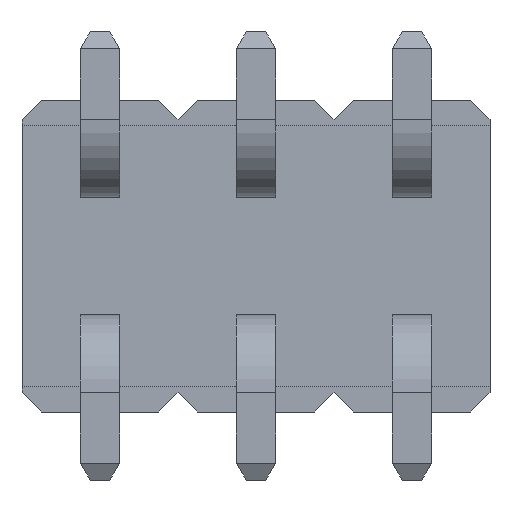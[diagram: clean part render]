
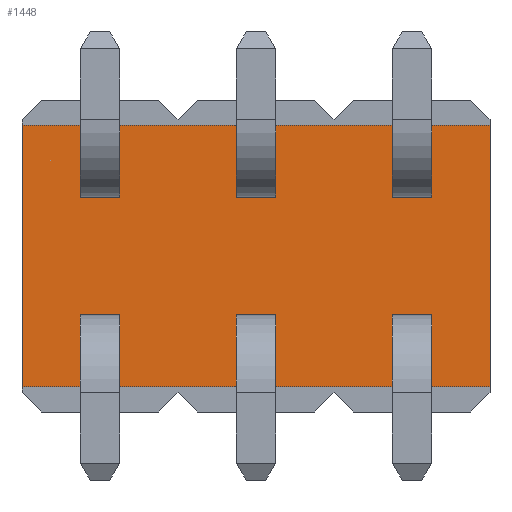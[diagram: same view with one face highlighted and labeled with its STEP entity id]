
A CAD part, front view. The second image highlights one B-rep face of the part: STEP entity #1448.
In plain terms, the highlighted planar face has unit normal (0, -1, 0).
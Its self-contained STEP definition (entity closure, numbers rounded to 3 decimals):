
#265=DIRECTION('',(0.,0.,1.));
#266=VECTOR('',#265,0.5);
#267=CARTESIAN_POINT('',(-0.25,-1.25,-1.25));
#268=LINE('',#267,#266);
#272=DIRECTION('',(-1.,0.,0.));
#273=VECTOR('',#272,0.5);
#274=CARTESIAN_POINT('',(0.25,-1.25,-1.25));
#275=LINE('',#274,#273);
#279=DIRECTION('',(0.,0.,-1.));
#280=VECTOR('',#279,0.5);
#281=CARTESIAN_POINT('',(0.25,-1.25,-0.75));
#282=LINE('',#281,#280);
#286=DIRECTION('',(1.,0.,0.));
#287=VECTOR('',#286,0.5);
#288=CARTESIAN_POINT('',(-0.25,-1.25,-0.75));
#289=LINE('',#288,#287);
#293=DIRECTION('',(1.,0.,0.));
#294=VECTOR('',#293,0.5);
#295=CARTESIAN_POINT('',(-0.25,-1.25,1.25));
#296=LINE('',#295,#294);
#300=DIRECTION('',(0.,0.,1.));
#301=VECTOR('',#300,0.5);
#302=CARTESIAN_POINT('',(-0.25,-1.25,0.75));
#303=LINE('',#302,#301);
#307=DIRECTION('',(-1.,0.,0.));
#308=VECTOR('',#307,0.5);
#309=CARTESIAN_POINT('',(0.25,-1.25,0.75));
#310=LINE('',#309,#308);
#314=DIRECTION('',(0.,0.,-1.));
#315=VECTOR('',#314,0.5);
#316=CARTESIAN_POINT('',(0.25,-1.25,1.25));
#317=LINE('',#316,#315);
#321=DIRECTION('',(0.,0.,1.));
#322=VECTOR('',#321,0.5);
#323=CARTESIAN_POINT('',(1.75,-1.25,-1.25));
#324=LINE('',#323,#322);
#328=DIRECTION('',(-1.,0.,0.));
#329=VECTOR('',#328,0.5);
#330=CARTESIAN_POINT('',(2.25,-1.25,-1.25));
#331=LINE('',#330,#329);
#335=DIRECTION('',(0.,0.,-1.));
#336=VECTOR('',#335,0.5);
#337=CARTESIAN_POINT('',(2.25,-1.25,-0.75));
#338=LINE('',#337,#336);
#342=DIRECTION('',(1.,0.,0.));
#343=VECTOR('',#342,0.5);
#344=CARTESIAN_POINT('',(1.75,-1.25,-0.75));
#345=LINE('',#344,#343);
#349=DIRECTION('',(1.,0.,0.));
#350=VECTOR('',#349,0.5);
#351=CARTESIAN_POINT('',(1.75,-1.25,1.25));
#352=LINE('',#351,#350);
#356=DIRECTION('',(0.,0.,1.));
#357=VECTOR('',#356,0.5);
#358=CARTESIAN_POINT('',(1.75,-1.25,0.75));
#359=LINE('',#358,#357);
#363=DIRECTION('',(-1.,0.,0.));
#364=VECTOR('',#363,0.5);
#365=CARTESIAN_POINT('',(2.25,-1.25,0.75));
#366=LINE('',#365,#364);
#370=DIRECTION('',(0.,0.,-1.));
#371=VECTOR('',#370,0.5);
#372=CARTESIAN_POINT('',(2.25,-1.25,1.25));
#373=LINE('',#372,#371);
#377=DIRECTION('',(1.,0.,0.));
#378=VECTOR('',#377,6.);
#379=CARTESIAN_POINT('',(-1.,-1.25,1.675));
#380=LINE('',#379,#378);
#384=DIRECTION('',(-1.,0.,0.));
#385=VECTOR('',#384,6.);
#386=CARTESIAN_POINT('',(5.,-1.25,-1.675));
#387=LINE('',#386,#385);
#391=DIRECTION('',(0.,0.,1.));
#392=VECTOR('',#391,0.5);
#393=CARTESIAN_POINT('',(3.75,-1.25,-1.25));
#394=LINE('',#393,#392);
#398=DIRECTION('',(-1.,0.,0.));
#399=VECTOR('',#398,0.5);
#400=CARTESIAN_POINT('',(4.25,-1.25,-1.25));
#401=LINE('',#400,#399);
#405=DIRECTION('',(0.,0.,-1.));
#406=VECTOR('',#405,0.5);
#407=CARTESIAN_POINT('',(4.25,-1.25,-0.75));
#408=LINE('',#407,#406);
#412=DIRECTION('',(1.,0.,0.));
#413=VECTOR('',#412,0.5);
#414=CARTESIAN_POINT('',(3.75,-1.25,-0.75));
#415=LINE('',#414,#413);
#419=DIRECTION('',(1.,0.,0.));
#420=VECTOR('',#419,0.5);
#421=CARTESIAN_POINT('',(3.75,-1.25,1.25));
#422=LINE('',#421,#420);
#426=DIRECTION('',(0.,0.,1.));
#427=VECTOR('',#426,0.5);
#428=CARTESIAN_POINT('',(3.75,-1.25,0.75));
#429=LINE('',#428,#427);
#433=DIRECTION('',(-1.,0.,0.));
#434=VECTOR('',#433,0.5);
#435=CARTESIAN_POINT('',(4.25,-1.25,0.75));
#436=LINE('',#435,#434);
#440=DIRECTION('',(0.,0.,-1.));
#441=VECTOR('',#440,0.5);
#442=CARTESIAN_POINT('',(4.25,-1.25,1.25));
#443=LINE('',#442,#441);
#615=DIRECTION('',(0.,0.,1.));
#616=VECTOR('',#615,3.35);
#617=CARTESIAN_POINT('',(-1.,-1.25,-1.675));
#618=LINE('',#617,#616);
#650=DIRECTION('',(0.,0.,1.));
#651=VECTOR('',#650,3.35);
#652=CARTESIAN_POINT('',(5.,-1.25,-1.675));
#653=LINE('',#652,#651);
#1046=CARTESIAN_POINT('',(-1.,-1.25,1.675));
#1048=VERTEX_POINT('',#1046);
#1050=CARTESIAN_POINT('',(-1.,-1.25,-1.675));
#1052=VERTEX_POINT('',#1050);
#1061=CARTESIAN_POINT('',(-0.25,-1.25,-1.25));
#1062=CARTESIAN_POINT('',(-0.25,-1.25,-0.75));
#1063=VERTEX_POINT('',#1061);
#1064=VERTEX_POINT('',#1062);
#1065=CARTESIAN_POINT('',(0.25,-1.25,-0.75));
#1066=VERTEX_POINT('',#1065);
#1067=CARTESIAN_POINT('',(0.25,-1.25,-1.25));
#1068=VERTEX_POINT('',#1067);
#1077=CARTESIAN_POINT('',(-0.25,-1.25,1.25));
#1078=CARTESIAN_POINT('',(0.25,-1.25,1.25));
#1079=VERTEX_POINT('',#1077);
#1080=VERTEX_POINT('',#1078);
#1081=CARTESIAN_POINT('',(0.25,-1.25,0.75));
#1082=VERTEX_POINT('',#1081);
#1083=CARTESIAN_POINT('',(-0.25,-1.25,0.75));
#1084=VERTEX_POINT('',#1083);
#1086=CARTESIAN_POINT('',(1.75,-1.25,-1.25));
#1088=VERTEX_POINT('',#1086);
#1090=CARTESIAN_POINT('',(1.75,-1.25,-0.75));
#1092=VERTEX_POINT('',#1090);
#1094=CARTESIAN_POINT('',(2.25,-1.25,-0.75));
#1096=VERTEX_POINT('',#1094);
#1098=CARTESIAN_POINT('',(2.25,-1.25,-1.25));
#1100=VERTEX_POINT('',#1098);
#1102=CARTESIAN_POINT('',(1.75,-1.25,1.25));
#1104=VERTEX_POINT('',#1102);
#1106=CARTESIAN_POINT('',(2.25,-1.25,1.25));
#1108=VERTEX_POINT('',#1106);
#1110=CARTESIAN_POINT('',(2.25,-1.25,0.75));
#1112=VERTEX_POINT('',#1110);
#1114=CARTESIAN_POINT('',(1.75,-1.25,0.75));
#1116=VERTEX_POINT('',#1114);
#1118=CARTESIAN_POINT('',(3.75,-1.25,-1.25));
#1120=VERTEX_POINT('',#1118);
#1122=CARTESIAN_POINT('',(3.75,-1.25,-0.75));
#1124=VERTEX_POINT('',#1122);
#1126=CARTESIAN_POINT('',(4.25,-1.25,-0.75));
#1128=VERTEX_POINT('',#1126);
#1130=CARTESIAN_POINT('',(4.25,-1.25,-1.25));
#1132=VERTEX_POINT('',#1130);
#1134=CARTESIAN_POINT('',(3.75,-1.25,1.25));
#1136=VERTEX_POINT('',#1134);
#1138=CARTESIAN_POINT('',(4.25,-1.25,1.25));
#1140=VERTEX_POINT('',#1138);
#1142=CARTESIAN_POINT('',(4.25,-1.25,0.75));
#1144=VERTEX_POINT('',#1142);
#1146=CARTESIAN_POINT('',(3.75,-1.25,0.75));
#1148=VERTEX_POINT('',#1146);
#1209=CARTESIAN_POINT('',(5.,-1.25,-1.675));
#1210=VERTEX_POINT('',#1209);
#1211=CARTESIAN_POINT('',(5.,-1.25,1.675));
#1212=VERTEX_POINT('',#1211);
#1377=CARTESIAN_POINT('',(1.2,-1.25,-1.675));
#1378=DIRECTION('',(0.,1.,0.));
#1379=DIRECTION('',(0.,0.,1.));
#1380=AXIS2_PLACEMENT_3D('',#1377,#1378,#1379);
#1381=PLANE('',#1380);
#1383=ORIENTED_EDGE('',*,*,#1382,.T.);
#1385=ORIENTED_EDGE('',*,*,#1384,.F.);
#1387=ORIENTED_EDGE('',*,*,#1386,.T.);
#1389=ORIENTED_EDGE('',*,*,#1388,.T.);
#1390=EDGE_LOOP('',(#1383,#1385,#1387,#1389));
#1391=FACE_OUTER_BOUND('',#1390,.F.);
#1393=ORIENTED_EDGE('',*,*,#1392,.F.);
#1395=ORIENTED_EDGE('',*,*,#1394,.F.);
#1397=ORIENTED_EDGE('',*,*,#1396,.F.);
#1399=ORIENTED_EDGE('',*,*,#1398,.F.);
#1400=EDGE_LOOP('',(#1393,#1395,#1397,#1399));
#1401=FACE_BOUND('',#1400,.F.);
#1403=ORIENTED_EDGE('',*,*,#1402,.F.);
#1405=ORIENTED_EDGE('',*,*,#1404,.F.);
#1407=ORIENTED_EDGE('',*,*,#1406,.F.);
#1409=ORIENTED_EDGE('',*,*,#1408,.F.);
#1410=EDGE_LOOP('',(#1403,#1405,#1407,#1409));
#1411=FACE_BOUND('',#1410,.F.);
#1413=ORIENTED_EDGE('',*,*,#1412,.F.);
#1415=ORIENTED_EDGE('',*,*,#1414,.F.);
#1417=ORIENTED_EDGE('',*,*,#1416,.F.);
#1419=ORIENTED_EDGE('',*,*,#1418,.F.);
#1420=EDGE_LOOP('',(#1413,#1415,#1417,#1419));
#1421=FACE_BOUND('',#1420,.F.);
#1422=ORIENTED_EDGE('',*,*,#1329,.F.);
#1423=ORIENTED_EDGE('',*,*,#1344,.F.);
#1424=ORIENTED_EDGE('',*,*,#1358,.F.);
#1425=ORIENTED_EDGE('',*,*,#1371,.F.);
#1426=EDGE_LOOP('',(#1422,#1423,#1424,#1425));
#1427=FACE_BOUND('',#1426,.F.);
#1429=ORIENTED_EDGE('',*,*,#1428,.F.);
#1431=ORIENTED_EDGE('',*,*,#1430,.F.);
#1433=ORIENTED_EDGE('',*,*,#1432,.F.);
#1435=ORIENTED_EDGE('',*,*,#1434,.F.);
#1436=EDGE_LOOP('',(#1429,#1431,#1433,#1435));
#1437=FACE_BOUND('',#1436,.F.);
#1439=ORIENTED_EDGE('',*,*,#1438,.F.);
#1441=ORIENTED_EDGE('',*,*,#1440,.F.);
#1443=ORIENTED_EDGE('',*,*,#1442,.F.);
#1445=ORIENTED_EDGE('',*,*,#1444,.F.);
#1446=EDGE_LOOP('',(#1439,#1441,#1443,#1445));
#1447=FACE_BOUND('',#1446,.F.);
#1448=ADVANCED_FACE('',(#1391,#1401,#1411,#1421,#1427,#1437,#1447),#1381,.F.);
#1329=EDGE_CURVE('',#1063,#1064,#268,.T.);
#1344=EDGE_CURVE('',#1068,#1063,#275,.T.);
#1358=EDGE_CURVE('',#1066,#1068,#282,.T.);
#1371=EDGE_CURVE('',#1064,#1066,#289,.T.);
#1382=EDGE_CURVE('',#1048,#1212,#380,.T.);
#1384=EDGE_CURVE('',#1210,#1212,#653,.T.);
#1386=EDGE_CURVE('',#1210,#1052,#387,.T.);
#1388=EDGE_CURVE('',#1052,#1048,#618,.T.);
#1392=EDGE_CURVE('',#1079,#1080,#296,.T.);
#1394=EDGE_CURVE('',#1084,#1079,#303,.T.);
#1396=EDGE_CURVE('',#1082,#1084,#310,.T.);
#1398=EDGE_CURVE('',#1080,#1082,#317,.T.);
#1402=EDGE_CURVE('',#1088,#1092,#324,.T.);
#1404=EDGE_CURVE('',#1100,#1088,#331,.T.);
#1406=EDGE_CURVE('',#1096,#1100,#338,.T.);
#1408=EDGE_CURVE('',#1092,#1096,#345,.T.);
#1412=EDGE_CURVE('',#1104,#1108,#352,.T.);
#1414=EDGE_CURVE('',#1116,#1104,#359,.T.);
#1416=EDGE_CURVE('',#1112,#1116,#366,.T.);
#1418=EDGE_CURVE('',#1108,#1112,#373,.T.);
#1428=EDGE_CURVE('',#1120,#1124,#394,.T.);
#1430=EDGE_CURVE('',#1132,#1120,#401,.T.);
#1432=EDGE_CURVE('',#1128,#1132,#408,.T.);
#1434=EDGE_CURVE('',#1124,#1128,#415,.T.);
#1438=EDGE_CURVE('',#1136,#1140,#422,.T.);
#1440=EDGE_CURVE('',#1148,#1136,#429,.T.);
#1442=EDGE_CURVE('',#1144,#1148,#436,.T.);
#1444=EDGE_CURVE('',#1140,#1144,#443,.T.);
